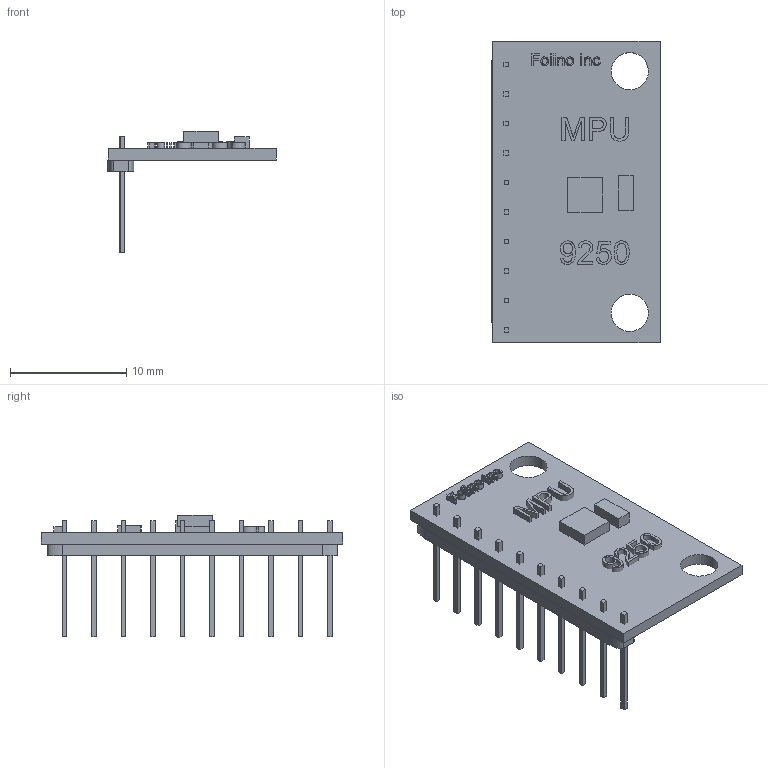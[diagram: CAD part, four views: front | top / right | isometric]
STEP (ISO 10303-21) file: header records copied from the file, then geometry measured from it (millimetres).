
FILE_DESCRIPTION(/* description */ (''),/* implementation_level */ '2;1');
FILE_NAME(/* name */ 'MPU_9259',/* time_stamp */ '2021-05-16T21:33:36-03:00',/* author */ (''),/* organization */ (''),/* preprocessor_version */ 'ST-DEVELOPER v15',/* originating_system */ '',/* authorisation */ '');
FILE_SCHEMA (('AUTOMOTIVE_DESIGN'));
Length unit declared in the file: millimetre
Products named in the file (1): Document
Bounding box: 14.48 x 26 x 10.5 mm (x, y, z)
Volume: 452.4 mm3; surface area: 1301.9 mm2
Topology: 31 solids, 31 shells, 225 faces, 489 edges, 326 vertices
Faces by surface type: plane 144, bspline 81
Entity records: 7100 total; most frequent: CARTESIAN_POINT 3418, ORIENTED_EDGE 978, EDGE_CURVE 489, B_SPLINE_CURVE_WITH_KNOTS 469, VERTEX_POINT 326, EDGE_LOOP 239, ADVANCED_FACE 225, FACE_OUTER_BOUND 225
